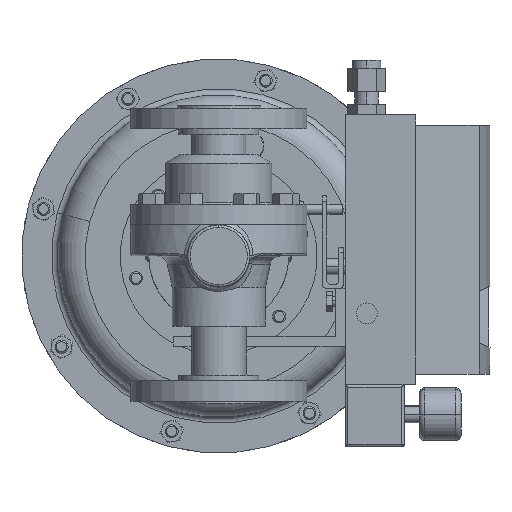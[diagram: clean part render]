
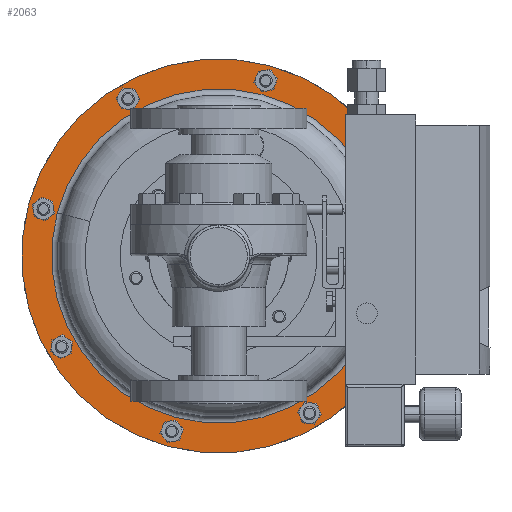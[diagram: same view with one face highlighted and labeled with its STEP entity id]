
A CAD part, front view. The second image highlights one B-rep face of the part: STEP entity #2063.
In plain terms, the highlighted planar face has unit normal (0, -1, 0).
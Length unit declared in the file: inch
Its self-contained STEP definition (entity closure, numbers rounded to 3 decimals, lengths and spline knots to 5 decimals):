
#134 = EDGE_LOOP ( 'NONE', ( #13482, #25272 ) ) ;
#278 = AXIS2_PLACEMENT_3D ( 'NONE', #17260, #2413, #19847 ) ;
#1496 = EDGE_CURVE ( 'NONE', #21380, #2406, #4224, .T. ) ;
#1546 = FACE_BOUND ( 'NONE', #30620, .T. ) ;
#2063 = ADVANCED_FACE ( 'NONE', ( #1546, #2304 ), #22041, .T. ) ;
#2304 = FACE_OUTER_BOUND ( 'NONE', #134, .T. ) ;
#2406 = VERTEX_POINT ( 'NONE', #21756 ) ;
#2413 = DIRECTION ( 'NONE',  ( 0., 1., 0. ) ) ;
#2541 = DIRECTION ( 'NONE',  ( 0., 1., 0. ) ) ;
#3795 = CIRCLE ( 'NONE', #24159, 4.029 ) ;
#4224 = CIRCLE ( 'NONE', #24365, 4.029 ) ;
#5667 = AXIS2_PLACEMENT_3D ( 'NONE', #17382, #2541, #19984 ) ;
#5814 = CARTESIAN_POINT ( 'NONE',  ( 1.72307, 10.6203, 5.33564 ) ) ;
#6154 = EDGE_CURVE ( 'NONE', #10819, #15850, #15276, .T. ) ;
#8316 = DIRECTION ( 'NONE',  ( -0.966, 0., 0.259 ) ) ;
#9555 = ORIENTED_EDGE ( 'NONE', *, *, #1496, .T. ) ;
#9915 = CARTESIAN_POINT ( 'NONE',  ( 1.72307, 10.6203, 5.33564 ) ) ;
#10819 = VERTEX_POINT ( 'NONE', #24837 ) ;
#11908 = DIRECTION ( 'NONE',  ( 0., -1., 0. ) ) ;
#12394 = DIRECTION ( 'NONE',  ( -0.966, 0., 0.259 ) ) ;
#13482 = ORIENTED_EDGE ( 'NONE', *, *, #6154, .F. ) ;
#15276 = CIRCLE ( 'NONE', #5667, 4.75 ) ;
#15850 = VERTEX_POINT ( 'NONE', #16931 ) ;
#15917 = EDGE_CURVE ( 'NONE', #2406, #21380, #3795, .T. ) ;
#16931 = CARTESIAN_POINT ( 'NONE',  ( 6.31122, 10.6203, 4.10625 ) ) ;
#17260 = CARTESIAN_POINT ( 'NONE',  ( 1.72307, 10.6203, 5.33564 ) ) ;
#17382 = CARTESIAN_POINT ( 'NONE',  ( 1.72307, 10.6203, 5.33564 ) ) ;
#18134 = CIRCLE ( 'NONE', #278, 4.75 ) ;
#19847 = DIRECTION ( 'NONE',  ( -0.966, 0., 0.259 ) ) ;
#19984 = DIRECTION ( 'NONE',  ( -0.966, 0., 0.259 ) ) ;
#21380 = VERTEX_POINT ( 'NONE', #22510 ) ;
#21756 = CARTESIAN_POINT ( 'NONE',  ( -2.16864, 10.6203, 6.37842 ) ) ;
#22041 = PLANE ( 'NONE',  #30325 ) ;
#22455 = EDGE_CURVE ( 'NONE', #15850, #10819, #18134, .T. ) ;
#22510 = CARTESIAN_POINT ( 'NONE',  ( 5.61479, 10.6203, 4.29286 ) ) ;
#23376 = DIRECTION ( 'NONE',  ( 0., 1., 0. ) ) ;
#24159 = AXIS2_PLACEMENT_3D ( 'NONE', #9915, #27533, #12394 ) ;
#24365 = AXIS2_PLACEMENT_3D ( 'NONE', #5814, #23376, #8316 ) ;
#24541 = CARTESIAN_POINT ( 'NONE',  ( 2.95246, 10.6203, 9.92378 ) ) ;
#24837 = CARTESIAN_POINT ( 'NONE',  ( -2.86507, 10.6203, 6.56503 ) ) ;
#25272 = ORIENTED_EDGE ( 'NONE', *, *, #22455, .F. ) ;
#27533 = DIRECTION ( 'NONE',  ( 0., 1., 0. ) ) ;
#29487 = DIRECTION ( 'NONE',  ( 0.966, 0., -0.259 ) ) ;
#29654 = ORIENTED_EDGE ( 'NONE', *, *, #15917, .T. ) ;
#30325 = AXIS2_PLACEMENT_3D ( 'NONE', #24541, #11908, #29487 ) ;
#30620 = EDGE_LOOP ( 'NONE', ( #29654, #9555 ) ) ;
